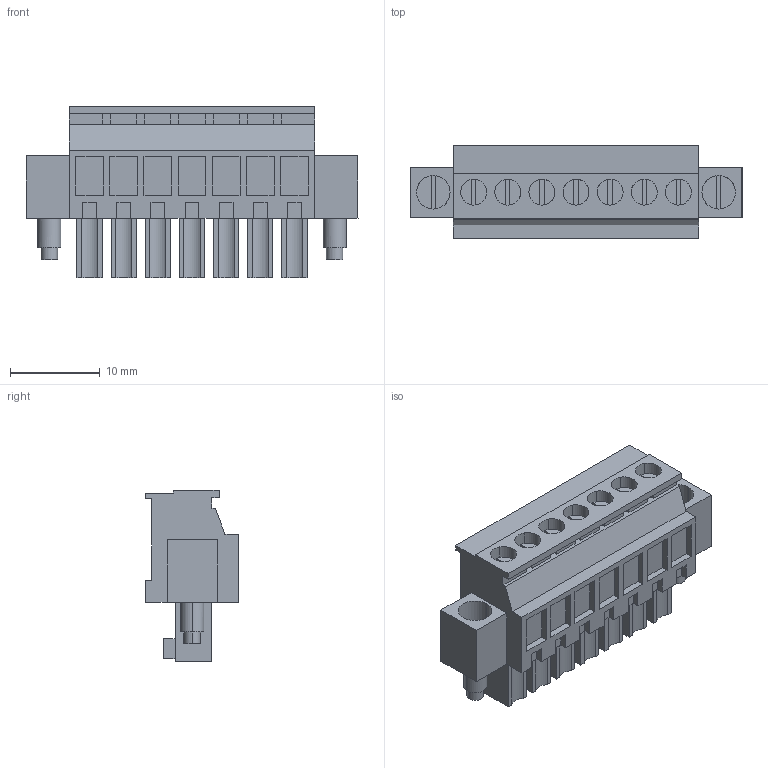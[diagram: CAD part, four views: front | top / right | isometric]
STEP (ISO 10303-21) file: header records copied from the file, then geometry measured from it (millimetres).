
FILE_DESCRIPTION(('CATIA V5 STEP Exchange','CAx-IF Rec.Pracs.--- Model Styling and Organization---1.2---2011-12-15'),'2;1');
FILE_NAME ('D1459692_0_1940510000_1940510000.stp','2017-04-12T09:45:01+00:00',('none'),('Weidmueller'),'CATIA Version 5-6 Release 2014','CATIA V5 STEP AP214','none');
FILE_SCHEMA(('AUTOMOTIVE_DESIGN { 1 0 10303 214 1 1 1 1 }'));
Length unit declared in the file: millimetre
Products named in the file (1): 1940510000
Bounding box: 37.06 x 10.45 x 19.1 mm (x, y, z)
Volume: 3715.7 mm3; surface area: 3284.7 mm2
Topology: 10 solids, 10 shells, 367 faces, 936 edges, 632 vertices
Faces by surface type: plane 294, cylinder 73
Entity records: 10509 total; most frequent: CARTESIAN_POINT 2012, ORIENTED_EDGE 1872, DIRECTION 1432, EDGE_CURVE 936, VECTOR 754, LINE 754, VERTEX_POINT 632, AXIS2_PLACEMENT_3D 417
